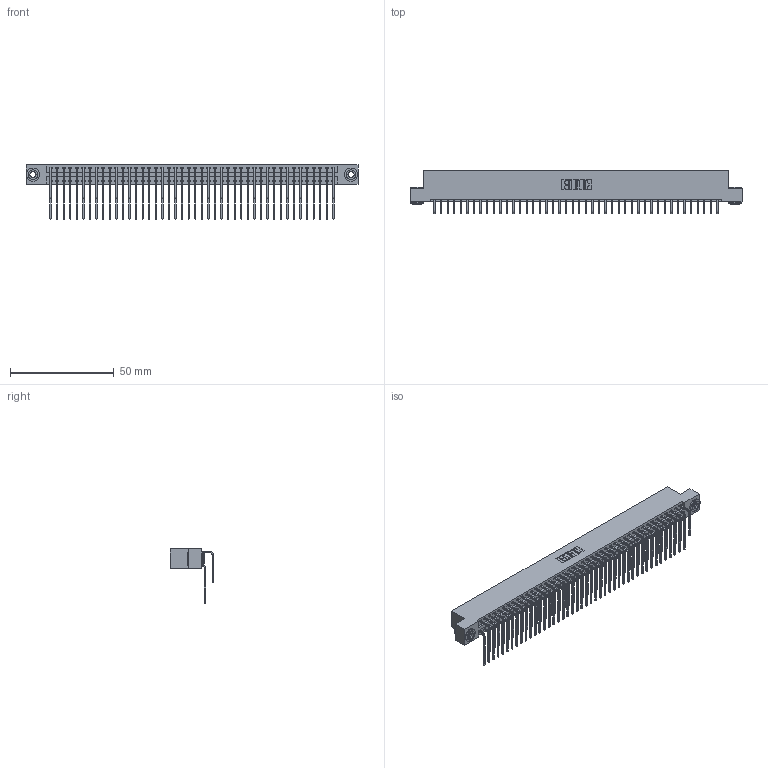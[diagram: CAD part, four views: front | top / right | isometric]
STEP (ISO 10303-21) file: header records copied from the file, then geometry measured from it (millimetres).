
FILE_DESCRIPTION (( 'STEP AP203' ), '1' );
FILE_NAME ('396-088-559-203.STEP', '2018-09-10T07:03:42', ( '' ), ( '' ), 'SwSTEP 2.0', 'SolidWorks 2016', '' );
FILE_SCHEMA (( 'CONFIG_CONTROL_DESIGN' ));
Length unit declared in the file: inch
Products named in the file (5): 345-250-002_345-250-002-102; 396-088-559-203; 346 Part_Flush Mounting Lugs - 0.156 Dia-TH; 345-292-001_558 559 Tail - 1; 345-292-001_559 Tail - 2
Assembly tree (91 placements, depth 2):
  396-088-559-203
    346 Part_Flush Mounting Lugs - 0.156 Dia-TH
    345-292-001_558 559 Tail - 1  x44
    345-292-001_559 Tail - 2  x44
    345-250-002_345-250-002-102  x2
Bounding box: 160.27 x 20.89 x 26.16 mm (x, y, z)
Volume: 16171.3 mm3; surface area: 24909.5 mm2
Topology: 91 solids, 91 shells, 4912 faces, 14573 edges, 9594 vertices
Faces by surface type: plane 3342, cylinder 1562, cone 8
Entity records: 30880 total; most frequent: CARTESIAN_POINT 5114, ORIENTED_EDGE 4990, DIRECTION 4561, EDGE_CURVE 2495, LINE 2123, VECTOR 2123, VERTEX_POINT 1658, AXIS2_PLACEMENT_3D 1219
